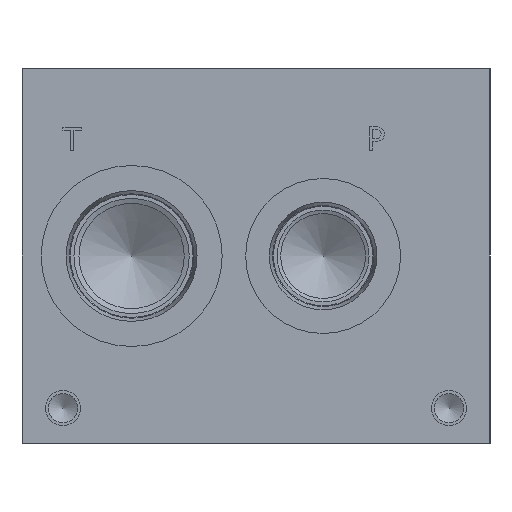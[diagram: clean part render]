
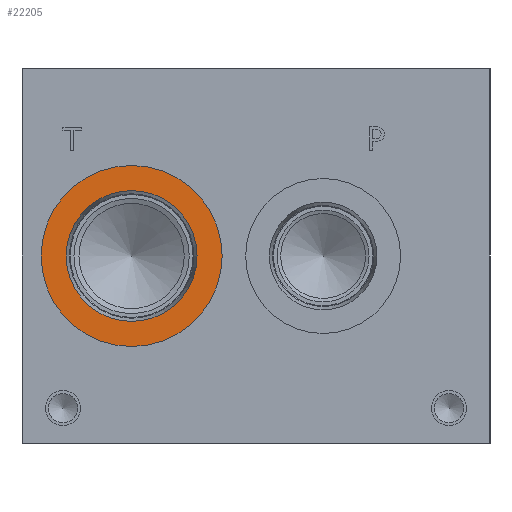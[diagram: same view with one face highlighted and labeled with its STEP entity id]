
A CAD part, left-side view. The second image highlights one B-rep face of the part: STEP entity #22205.
In plain terms, the highlighted planar face has unit normal (-1, 0, 0).
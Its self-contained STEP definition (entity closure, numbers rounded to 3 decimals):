
#485=CIRCLE('',#23257,24.562);
#486=CIRCLE('',#23258,24.562);
#487=CIRCLE('',#23260,17.755);
#488=CIRCLE('',#23261,17.755);
#1271=FACE_BOUND('',#4255,.T.);
#2957=FACE_OUTER_BOUND('',#4254,.T.);
#4254=EDGE_LOOP('',(#18068,#18069));
#4255=EDGE_LOOP('',(#18070,#18071));
#9945=VERTEX_POINT('',#37331);
#9946=VERTEX_POINT('',#37333);
#9947=VERTEX_POINT('',#37337);
#9948=VERTEX_POINT('',#37338);
#12845=EDGE_CURVE('',#9945,#9946,#485,.T.);
#12846=EDGE_CURVE('',#9946,#9945,#486,.T.);
#12847=EDGE_CURVE('',#9947,#9948,#487,.T.);
#12848=EDGE_CURVE('',#9948,#9947,#488,.T.);
#18068=ORIENTED_EDGE('',*,*,#12846,.F.);
#18069=ORIENTED_EDGE('',*,*,#12845,.F.);
#18070=ORIENTED_EDGE('',*,*,#12847,.T.);
#18071=ORIENTED_EDGE('',*,*,#12848,.T.);
#20643=PLANE('',#23259);
#22205=ADVANCED_FACE('',(#2957,#1271),#20643,.F.);
#23257=AXIS2_PLACEMENT_3D('',#37334,#27122,#27123);
#23258=AXIS2_PLACEMENT_3D('',#37335,#27124,#27125);
#23259=AXIS2_PLACEMENT_3D('',#37336,#27126,#27127);
#23260=AXIS2_PLACEMENT_3D('',#37339,#27128,#27129);
#23261=AXIS2_PLACEMENT_3D('',#37340,#27130,#27131);
#27122=DIRECTION('center_axis',(1.,0.,0.));
#27123=DIRECTION('ref_axis',(0.,0.,-1.));
#27124=DIRECTION('center_axis',(1.,0.,0.));
#27125=DIRECTION('ref_axis',(0.,0.,-1.));
#27126=DIRECTION('center_axis',(1.,0.,0.));
#27127=DIRECTION('ref_axis',(0.,0.,-1.));
#27128=DIRECTION('center_axis',(1.,0.,0.));
#27129=DIRECTION('ref_axis',(0.,0.,-1.));
#27130=DIRECTION('center_axis',(1.,0.,0.));
#27131=DIRECTION('ref_axis',(0.,0.,-1.));
#37331=CARTESIAN_POINT('',(0.787,97.257,26.238));
#37333=CARTESIAN_POINT('',(0.787,97.257,75.362));
#37334=CARTESIAN_POINT('Origin',(0.787,97.257,50.8));
#37335=CARTESIAN_POINT('Origin',(0.787,97.257,50.8));
#37336=CARTESIAN_POINT('Origin',(0.787,97.257,68.555));
#37337=CARTESIAN_POINT('',(0.787,97.257,68.555));
#37338=CARTESIAN_POINT('',(0.787,97.257,33.045));
#37339=CARTESIAN_POINT('Origin',(0.787,97.257,50.8));
#37340=CARTESIAN_POINT('Origin',(0.787,97.257,50.8));
